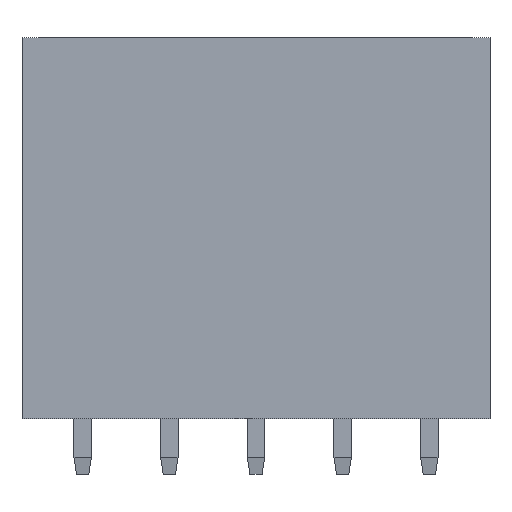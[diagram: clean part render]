
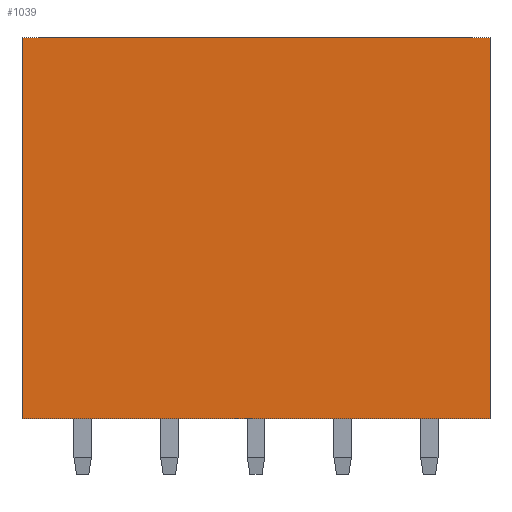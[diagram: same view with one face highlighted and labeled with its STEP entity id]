
A CAD part, front view. The second image highlights one B-rep face of the part: STEP entity #1039.
In plain terms, the highlighted planar face has unit normal (0, -1, 0).
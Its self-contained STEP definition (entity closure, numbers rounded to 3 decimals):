
#1012=AXIS2_PLACEMENT_3D('Plane Axis2P3D',#1009,#1010,#1011) ;
#98=CARTESIAN_POINT('Vertex',(0.,0.,3.2)) ;
#101=CARTESIAN_POINT('Line Origine',(0.,0.,14.2)) ;
#105=CARTESIAN_POINT('Vertex',(0.,0.,25.2)) ;
#1009=CARTESIAN_POINT('Axis2P3D Location',(1.,0.,25.2)) ;
#1014=CARTESIAN_POINT('Line Origine',(27.,0.,14.2)) ;
#1018=CARTESIAN_POINT('Vertex',(27.,0.,3.2)) ;
#1020=CARTESIAN_POINT('Vertex',(27.,0.,25.2)) ;
#1023=CARTESIAN_POINT('Line Origine',(13.5,0.,25.2)) ;
#1028=CARTESIAN_POINT('Line Origine',(13.5,0.,3.2)) ;
#102=DIRECTION('Vector Direction',(0.,0.,-1.)) ;
#1010=DIRECTION('Axis2P3D Direction',(0.,-1.,0.)) ;
#1011=DIRECTION('Axis2P3D XDirection',(0.,0.,-1.)) ;
#1015=DIRECTION('Vector Direction',(0.,0.,-1.)) ;
#1024=DIRECTION('Vector Direction',(1.,0.,0.)) ;
#1029=DIRECTION('Vector Direction',(1.,0.,0.)) ;
#103=VECTOR('Line Direction',#102,1.) ;
#1016=VECTOR('Line Direction',#1015,1.) ;
#1025=VECTOR('Line Direction',#1024,1.) ;
#1030=VECTOR('Line Direction',#1029,1.) ;
#1034=ORIENTED_EDGE('',*,*,#1022,.T.) ;
#1035=ORIENTED_EDGE('',*,*,#1027,.T.) ;
#1036=ORIENTED_EDGE('',*,*,#107,.F.) ;
#1037=ORIENTED_EDGE('',*,*,#1032,.F.) ;
#1039=ADVANCED_FACE('Housing',(#1038),#1013,.T.) ;
#107=EDGE_CURVE('',#99,#106,#104,.F.) ;
#1022=EDGE_CURVE('',#1019,#1021,#1017,.F.) ;
#1027=EDGE_CURVE('',#1021,#106,#1026,.F.) ;
#1032=EDGE_CURVE('',#1019,#99,#1031,.F.) ;
#1033=EDGE_LOOP('',(#1034,#1035,#1036,#1037)) ;
#1038=FACE_OUTER_BOUND('',#1033,.T.) ;
#104=LINE('Line',#101,#103) ;
#1017=LINE('Line',#1014,#1016) ;
#1026=LINE('Line',#1023,#1025) ;
#1031=LINE('Line',#1028,#1030) ;
#1013=PLANE('',#1012) ;
#99=VERTEX_POINT('',#98) ;
#106=VERTEX_POINT('',#105) ;
#1019=VERTEX_POINT('',#1018) ;
#1021=VERTEX_POINT('',#1020) ;
